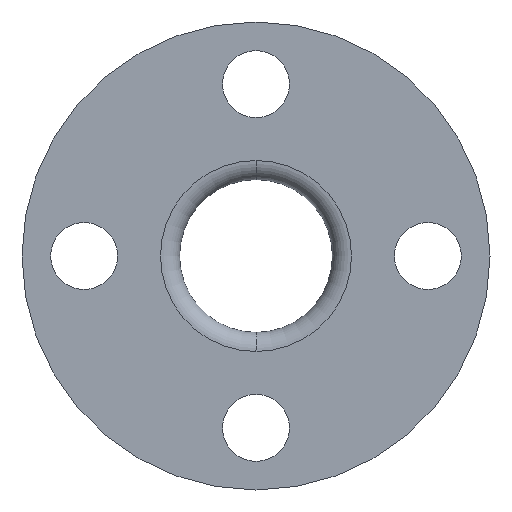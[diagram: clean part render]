
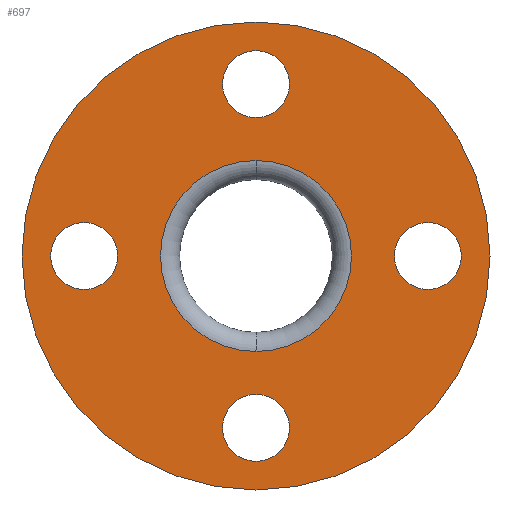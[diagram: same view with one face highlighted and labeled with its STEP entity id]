
A CAD part, left-side view. The second image highlights one B-rep face of the part: STEP entity #697.
In plain terms, the highlighted planar face has unit normal (-1, 0, 0).
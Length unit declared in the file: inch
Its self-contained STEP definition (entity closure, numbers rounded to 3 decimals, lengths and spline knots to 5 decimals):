
#3 = AXIS2_PLACEMENT_3D ( 'NONE', #603, #598, #255 ) ;
#13 = CIRCLE ( 'NONE', #62, 0.4375 ) ;
#21 = ORIENTED_EDGE ( 'NONE', *, *, #81, .F. ) ;
#31 = DIRECTION ( 'NONE',  ( 0., 0., 1. ) ) ;
#36 = DIRECTION ( 'NONE',  ( -1., 0., 0. ) ) ;
#48 = VERTEX_POINT ( 'NONE', #447 ) ;
#55 = DIRECTION ( 'NONE',  ( 0., -1., 0. ) ) ;
#56 = CARTESIAN_POINT ( 'NONE',  ( 0.67486, 0., -2.6875 ) ) ;
#62 = AXIS2_PLACEMENT_3D ( 'NONE', #140, #521, #585 ) ;
#73 = CIRCLE ( 'NONE', #245, 0.4375 ) ;
#79 = DIRECTION ( 'NONE',  ( -1., 0., 0. ) ) ;
#80 = DIRECTION ( 'NONE',  ( 0., 0., 1. ) ) ;
#81 = EDGE_CURVE ( 'NONE', #48, #261, #334, .T. ) ;
#82 = EDGE_CURVE ( 'NONE', #154, #584, #550, .T. ) ;
#94 = CARTESIAN_POINT ( 'NONE',  ( 0.67486, 0., -1.8125 ) ) ;
#101 = CIRCLE ( 'NONE', #181, 0.4375 ) ;
#106 = DIRECTION ( 'NONE',  ( -1., 0., 0. ) ) ;
#109 = CARTESIAN_POINT ( 'NONE',  ( 0.67486, 0., 0. ) ) ;
#110 = DIRECTION ( 'NONE',  ( -1., 0., 0. ) ) ;
#114 = FACE_OUTER_BOUND ( 'NONE', #298, .T. ) ;
#117 = EDGE_CURVE ( 'NONE', #244, #250, #73, .T. ) ;
#122 = DIRECTION ( 'NONE',  ( 0., 1., 0. ) ) ;
#129 = EDGE_CURVE ( 'NONE', #250, #244, #662, .T. ) ;
#136 = CIRCLE ( 'NONE', #611, 1.25 ) ;
#140 = CARTESIAN_POINT ( 'NONE',  ( 0.67486, 0., -2.25 ) ) ;
#154 = VERTEX_POINT ( 'NONE', #94 ) ;
#161 = VERTEX_POINT ( 'NONE', #599 ) ;
#164 = EDGE_LOOP ( 'NONE', ( #592, #423 ) ) ;
#165 = DIRECTION ( 'NONE',  ( 0., 0., 1. ) ) ;
#167 = FACE_BOUND ( 'NONE', #726, .T. ) ;
#168 = CARTESIAN_POINT ( 'NONE',  ( 0.67486, 0., -2.25 ) ) ;
#173 = CIRCLE ( 'NONE', #182, 0.4375 ) ;
#177 = CARTESIAN_POINT ( 'NONE',  ( 0.67486, -2.25, 0. ) ) ;
#180 = DIRECTION ( 'NONE',  ( -1., 0., 0. ) ) ;
#181 = AXIS2_PLACEMENT_3D ( 'NONE', #398, #79, #580 ) ;
#182 = AXIS2_PLACEMENT_3D ( 'NONE', #533, #36, #408 ) ;
#184 = CARTESIAN_POINT ( 'NONE',  ( 0.67486, 0., 0. ) ) ;
#196 = EDGE_LOOP ( 'NONE', ( #549, #351 ) ) ;
#212 = CARTESIAN_POINT ( 'NONE',  ( 0.67486, 0., 3.0625 ) ) ;
#216 = EDGE_CURVE ( 'NONE', #161, #634, #101, .T. ) ;
#221 = DIRECTION ( 'NONE',  ( 0., -1., 0. ) ) ;
#223 = FACE_BOUND ( 'NONE', #164, .T. ) ;
#231 = ORIENTED_EDGE ( 'NONE', *, *, #566, .T. ) ;
#244 = VERTEX_POINT ( 'NONE', #576 ) ;
#245 = AXIS2_PLACEMENT_3D ( 'NONE', #264, #728, #221 ) ;
#246 = AXIS2_PLACEMENT_3D ( 'NONE', #251, #586, #593 ) ;
#250 = VERTEX_POINT ( 'NONE', #531 ) ;
#251 = CARTESIAN_POINT ( 'NONE',  ( 0.67486, 0., 0. ) ) ;
#255 = DIRECTION ( 'NONE',  ( 0., 0., 1. ) ) ;
#261 = VERTEX_POINT ( 'NONE', #299 ) ;
#264 = CARTESIAN_POINT ( 'NONE',  ( 0.67486, 0., 2.25 ) ) ;
#284 = AXIS2_PLACEMENT_3D ( 'NONE', #168, #683, #122 ) ;
#292 = CARTESIAN_POINT ( 'NONE',  ( 0.67486, 0., 0. ) ) ;
#294 = CIRCLE ( 'NONE', #3, 0.4375 ) ;
#295 = VERTEX_POINT ( 'NONE', #561 ) ;
#298 = EDGE_LOOP ( 'NONE', ( #473, #600 ) ) ;
#299 = CARTESIAN_POINT ( 'NONE',  ( 0.67486, -2.25, -0.4375 ) ) ;
#305 = AXIS2_PLACEMENT_3D ( 'NONE', #177, #180, #386 ) ;
#315 = CARTESIAN_POINT ( 'NONE',  ( 0.67486, 2.25, -0.4375 ) ) ;
#318 = CIRCLE ( 'NONE', #246, 3.0625 ) ;
#320 = FACE_BOUND ( 'NONE', #196, .T. ) ;
#334 = CIRCLE ( 'NONE', #305, 0.4375 ) ;
#347 = EDGE_LOOP ( 'NONE', ( #703, #538 ) ) ;
#351 = ORIENTED_EDGE ( 'NONE', *, *, #558, .F. ) ;
#376 = EDGE_LOOP ( 'NONE', ( #231, #528 ) ) ;
#386 = DIRECTION ( 'NONE',  ( 0., 0., -1. ) ) ;
#398 = CARTESIAN_POINT ( 'NONE',  ( 0.67486, 2.25, 0. ) ) ;
#402 = VERTEX_POINT ( 'NONE', #212 ) ;
#408 = DIRECTION ( 'NONE',  ( 0., 0., -1. ) ) ;
#423 = ORIENTED_EDGE ( 'NONE', *, *, #430, .F. ) ;
#430 = EDGE_CURVE ( 'NONE', #634, #161, #294, .T. ) ;
#439 = FACE_BOUND ( 'NONE', #347, .T. ) ;
#447 = CARTESIAN_POINT ( 'NONE',  ( 0.67486, -2.25, 0.4375 ) ) ;
#458 = PLANE ( 'NONE',  #677 ) ;
#461 = VERTEX_POINT ( 'NONE', #537 ) ;
#473 = ORIENTED_EDGE ( 'NONE', *, *, #480, .T. ) ;
#474 = CIRCLE ( 'NONE', #542, 1.25 ) ;
#476 = EDGE_CURVE ( 'NONE', #261, #48, #173, .T. ) ;
#480 = EDGE_CURVE ( 'NONE', #402, #461, #318, .T. ) ;
#494 = CARTESIAN_POINT ( 'NONE',  ( 0.67486, 0., 0. ) ) ;
#501 = AXIS2_PLACEMENT_3D ( 'NONE', #109, #106, #165 ) ;
#502 = ORIENTED_EDGE ( 'NONE', *, *, #476, .F. ) ;
#521 = DIRECTION ( 'NONE',  ( -1., 0., 0. ) ) ;
#528 = ORIENTED_EDGE ( 'NONE', *, *, #664, .T. ) ;
#529 = DIRECTION ( 'NONE',  ( 1., 0., 0. ) ) ;
#531 = CARTESIAN_POINT ( 'NONE',  ( 0.67486, 0., 1.8125 ) ) ;
#533 = CARTESIAN_POINT ( 'NONE',  ( 0.67486, -2.25, 0. ) ) ;
#537 = CARTESIAN_POINT ( 'NONE',  ( 0.67486, 0., -3.0625 ) ) ;
#538 = ORIENTED_EDGE ( 'NONE', *, *, #129, .F. ) ;
#542 = AXIS2_PLACEMENT_3D ( 'NONE', #494, #680, #731 ) ;
#549 = ORIENTED_EDGE ( 'NONE', *, *, #82, .F. ) ;
#550 = CIRCLE ( 'NONE', #284, 0.4375 ) ;
#553 = CARTESIAN_POINT ( 'NONE',  ( 0.67486, 0., 2.25 ) ) ;
#558 = EDGE_CURVE ( 'NONE', #584, #154, #13, .T. ) ;
#561 = CARTESIAN_POINT ( 'NONE',  ( 0.67486, 0., 1.25 ) ) ;
#566 = EDGE_CURVE ( 'NONE', #295, #579, #136, .T. ) ;
#576 = CARTESIAN_POINT ( 'NONE',  ( 0.67486, 0., 2.6875 ) ) ;
#579 = VERTEX_POINT ( 'NONE', #704 ) ;
#580 = DIRECTION ( 'NONE',  ( 0., 0., 1. ) ) ;
#584 = VERTEX_POINT ( 'NONE', #56 ) ;
#585 = DIRECTION ( 'NONE',  ( 0., 1., 0. ) ) ;
#586 = DIRECTION ( 'NONE',  ( -1., 0., 0. ) ) ;
#592 = ORIENTED_EDGE ( 'NONE', *, *, #216, .F. ) ;
#593 = DIRECTION ( 'NONE',  ( 0., 0., 1. ) ) ;
#598 = DIRECTION ( 'NONE',  ( -1., 0., 0. ) ) ;
#599 = CARTESIAN_POINT ( 'NONE',  ( 0.67486, 2.25, 0.4375 ) ) ;
#600 = ORIENTED_EDGE ( 'NONE', *, *, #635, .T. ) ;
#603 = CARTESIAN_POINT ( 'NONE',  ( 0.67486, 2.25, 0. ) ) ;
#611 = AXIS2_PLACEMENT_3D ( 'NONE', #292, #529, #31 ) ;
#619 = FACE_BOUND ( 'NONE', #376, .T. ) ;
#629 = CIRCLE ( 'NONE', #501, 3.0625 ) ;
#634 = VERTEX_POINT ( 'NONE', #315 ) ;
#635 = EDGE_CURVE ( 'NONE', #461, #402, #629, .T. ) ;
#662 = CIRCLE ( 'NONE', #724, 0.4375 ) ;
#664 = EDGE_CURVE ( 'NONE', #579, #295, #474, .T. ) ;
#677 = AXIS2_PLACEMENT_3D ( 'NONE', #184, #682, #80 ) ;
#680 = DIRECTION ( 'NONE',  ( 1., 0., 0. ) ) ;
#682 = DIRECTION ( 'NONE',  ( -1., 0., 0. ) ) ;
#683 = DIRECTION ( 'NONE',  ( -1., 0., 0. ) ) ;
#697 = ADVANCED_FACE ( 'NONE', ( #439, #167, #320, #223, #619, #114 ), #458, .T. ) ;
#703 = ORIENTED_EDGE ( 'NONE', *, *, #117, .F. ) ;
#704 = CARTESIAN_POINT ( 'NONE',  ( 0.67486, 0., -1.25 ) ) ;
#724 = AXIS2_PLACEMENT_3D ( 'NONE', #553, #110, #55 ) ;
#726 = EDGE_LOOP ( 'NONE', ( #21, #502 ) ) ;
#728 = DIRECTION ( 'NONE',  ( -1., 0., 0. ) ) ;
#731 = DIRECTION ( 'NONE',  ( 0., 0., 1. ) ) ;
